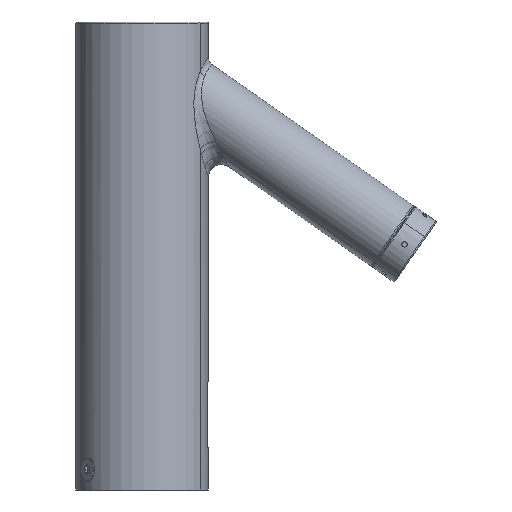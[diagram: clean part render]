
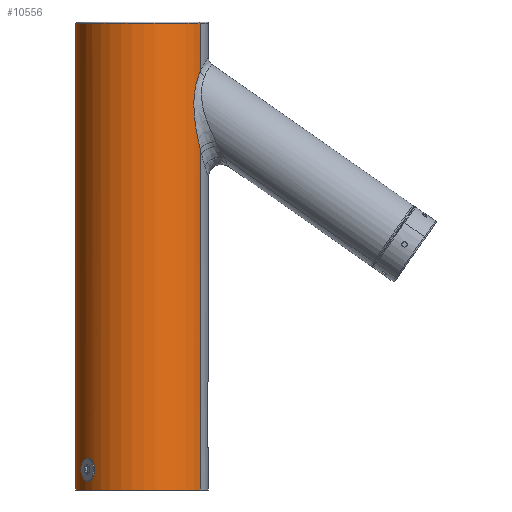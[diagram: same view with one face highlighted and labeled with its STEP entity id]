
A CAD part, front view. The second image highlights one B-rep face of the part: STEP entity #10556.
In plain terms, the highlighted cylindrical face has radius 25 mm (diameter 50 mm), a partial arc.
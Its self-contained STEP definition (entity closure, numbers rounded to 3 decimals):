
#4271=CARTESIAN_POINT(' ',(-11.986,-21.94,158.125));
#4272=VERTEX_POINT(' ',#4271);
#5456=CARTESIAN_POINT(' ',(-11.986,-21.94,158.125));
#5461=CARTESIAN_POINT(' ',(-13.004,-21.383,156.833));
#5466=CARTESIAN_POINT(' ',(-13.783,-20.869,155.353));
#5471=CARTESIAN_POINT(' ',(-14.806,-20.152,152.392));
#5476=CARTESIAN_POINT(' ',(-15.116,-19.914,150.953));
#5481=CARTESIAN_POINT(' ',(-15.559,-19.571,147.364));
#5486=CARTESIAN_POINT(' ',(-15.559,-19.57,145.191));
#5491=CARTESIAN_POINT(' ',(-15.313,-19.762,142.027));
#5496=CARTESIAN_POINT(' ',(-15.193,-19.855,141.005));
#5501=CARTESIAN_POINT(' ',(-14.724,-20.208,137.896));
#5506=CARTESIAN_POINT(' ',(-14.267,-20.541,135.847));
#5511=CARTESIAN_POINT(' ',(-13.345,-21.144,132.71));
#5516=CARTESIAN_POINT(' ',(-12.965,-21.382,131.58));
#5521=CARTESIAN_POINT(' ',(-12.359,-21.732,130.023));
#5526=CARTESIAN_POINT(' ',(-12.176,-21.835,129.578));
#5531=CARTESIAN_POINT(' ',(-11.985,-21.939,129.137));
#5536=B_SPLINE_CURVE_WITH_KNOTS('',3,(#5456,#5461,#5466,#5471,#5476,#5481,#5486,#5491,#5496,#5501,#5506,#5511,#5516,#5521,#5526,#5531),.UNSPECIFIED.,.F.,.U.,(4,2,2,2,2,2,2,4),(0.,0.173,0.317,0.524,0.624,0.832,0.952,1.),.UNSPECIFIED.);
#5541=CARTESIAN_POINT(' ',(-11.985,-21.939,129.137));
#5542=VERTEX_POINT(' ',#5541);
#5546=EDGE_CURVE(' ',#4272,#5542,#5536,.T.);
#9391=CARTESIAN_POINT(' ',(-11.985,-21.939,129.137));
#9396=DIRECTION(' ',(0.,0.,-1.));
#9401=VECTOR(' ',#9396,1.);
#9406=LINE('',#9391,#9401);
#9411=CARTESIAN_POINT(' ',(-11.986,-21.94,0.));
#9412=VERTEX_POINT(' ',#9411);
#9416=EDGE_CURVE(' ',#5542,#9412,#9406,.T.);
#9451=CARTESIAN_POINT(' ',(11.986,21.94,0.));
#9452=VERTEX_POINT(' ',#9451);
#9466=CARTESIAN_POINT(' ',(11.986,21.94,176.5));
#9471=DIRECTION(' ',(0.,0.,-1.));
#9476=VECTOR(' ',#9471,1.);
#9481=LINE('',#9466,#9476);
#9486=CARTESIAN_POINT(' ',(11.986,21.94,176.5));
#9487=VERTEX_POINT(' ',#9486);
#9491=EDGE_CURVE(' ',#9487,#9452,#9481,.T.);
#9526=CARTESIAN_POINT(' ',(-11.986,-21.94,176.5));
#9527=VERTEX_POINT(' ',#9526);
#9541=CARTESIAN_POINT(' ',(-11.986,-21.94,176.5));
#9546=DIRECTION(' ',(0.,0.,-1.));
#9551=VECTOR(' ',#9546,1.);
#9556=LINE('',#9541,#9551);
#9561=EDGE_CURVE(' ',#9527,#4272,#9556,.T.);
#10241=CARTESIAN_POINT(' ',(0.,0.,88.5));
#10246=DIRECTION(' ',(0.,0.,-1.));
#10251=DIRECTION(' ',(-0.479,-0.878,0.));
#10256=AXIS2_PLACEMENT_3D(' ',#10241,#10246,#10251);
#10261=CYLINDRICAL_SURFACE(' ',#10256,25.);
#10266=ORIENTED_EDGE(' ',*,*,#9561,.F.);
#10271=CARTESIAN_POINT(' ',(0.,0.,176.5));
#10276=DIRECTION(' ',(0.,0.,-1.));
#10281=DIRECTION(' ',(-0.479,-0.878,0.));
#10286=AXIS2_PLACEMENT_3D(' ',#10271,#10276,#10281);
#10291=CIRCLE('',#10286,25.);
#10296=EDGE_CURVE(' ',#9527,#9487,#10291,.T.);
#10301=ORIENTED_EDGE(' ',*,*,#10296,.T.);
#10306=ORIENTED_EDGE(' ',*,*,#9491,.T.);
#10311=CARTESIAN_POINT(' ',(0.,0.,0.));
#10316=DIRECTION(' ',(0.,0.,-1.));
#10321=DIRECTION(' ',(-0.479,-0.878,0.));
#10326=AXIS2_PLACEMENT_3D(' ',#10311,#10316,#10321);
#10331=CIRCLE('',#10326,25.);
#10336=EDGE_CURVE(' ',#9412,#9452,#10331,.T.);
#10341=ORIENTED_EDGE(' ',*,*,#10336,.F.);
#10346=ORIENTED_EDGE(' ',*,*,#9416,.F.);
#10351=ORIENTED_EDGE(' ',*,*,#5546,.F.);
#10356=EDGE_LOOP(' ',(#10266,#10301,#10306,#10341,#10346,#10351));
#10361=FACE_OUTER_BOUND(' ',#10356,.T.);
#10366=CARTESIAN_POINT(' ',(-12.596,21.595,3.914));
#10371=CARTESIAN_POINT(' ',(-12.02,21.931,4.34));
#10376=CARTESIAN_POINT(' ',(-11.558,22.17,4.948));
#10381=CARTESIAN_POINT(' ',(-10.893,22.506,6.432));
#10386=CARTESIAN_POINT(' ',(-10.754,22.569,7.339));
#10391=CARTESIAN_POINT(' ',(-10.933,22.483,9.103));
#10396=CARTESIAN_POINT(' ',(-11.255,22.331,9.973));
#10401=CARTESIAN_POINT(' ',(-12.29,21.778,11.346));
#10406=CARTESIAN_POINT(' ',(-12.971,21.391,11.844));
#10411=CARTESIAN_POINT(' ',(-14.103,20.647,12.117));
#10416=CARTESIAN_POINT(' ',(-14.493,20.375,12.123));
#10421=CARTESIAN_POINT(' ',(-15.264,19.806,11.959));
#10426=CARTESIAN_POINT(' ',(-15.646,19.504,11.767));
#10431=CARTESIAN_POINT(' ',(-15.985,19.222,11.486));
#10436=B_SPLINE_CURVE_WITH_KNOTS('',3,(#10366,#10371,#10376,#10381,#10386,#10391,#10396,#10401,#10406,#10411,#10416,#10421,#10426,#10431),.UNSPECIFIED.,.F.,.U.,(4,2,2,2,2,2,4),(0.,0.173,0.38,0.588,0.787,0.887,1.),.UNSPECIFIED.);
#10441=CARTESIAN_POINT(' ',(-12.596,21.595,3.914));
#10442=VERTEX_POINT(' ',#10441);
#10446=CARTESIAN_POINT(' ',(-15.985,19.222,11.486));
#10447=VERTEX_POINT(' ',#10446);
#10451=EDGE_CURVE(' ',#10442,#10447,#10436,.T.);
#10456=ORIENTED_EDGE(' ',*,*,#10451,.T.);
#10461=CARTESIAN_POINT(' ',(-15.985,19.222,11.486));
#10466=CARTESIAN_POINT(' ',(-16.497,18.796,11.06));
#10471=CARTESIAN_POINT(' ',(-16.88,18.444,10.452));
#10476=CARTESIAN_POINT(' ',(-17.423,17.934,8.968));
#10481=CARTESIAN_POINT(' ',(-17.53,17.824,8.061));
#10486=CARTESIAN_POINT(' ',(-17.388,17.963,6.297));
#10491=CARTESIAN_POINT(' ',(-17.135,18.214,5.427));
#10496=CARTESIAN_POINT(' ',(-16.261,18.998,4.054));
#10501=CARTESIAN_POINT(' ',(-15.664,19.505,3.556));
#10506=CARTESIAN_POINT(' ',(-14.578,20.314,3.283));
#10511=CARTESIAN_POINT(' ',(-14.19,20.588,3.277));
#10516=CARTESIAN_POINT(' ',(-13.391,21.117,3.441));
#10521=CARTESIAN_POINT(' ',(-12.976,21.373,3.633));
#10526=CARTESIAN_POINT(' ',(-12.596,21.595,3.914));
#10531=B_SPLINE_CURVE_WITH_KNOTS('',3,(#10461,#10466,#10471,#10476,#10481,#10486,#10491,#10496,#10501,#10506,#10511,#10516,#10521,#10526),.UNSPECIFIED.,.F.,.U.,(4,2,2,2,2,2,4),(0.,0.173,0.38,0.588,0.787,0.887,1.),.UNSPECIFIED.);
#10536=EDGE_CURVE(' ',#10447,#10442,#10531,.T.);
#10541=ORIENTED_EDGE(' ',*,*,#10536,.T.);
#10546=EDGE_LOOP(' ',(#10456,#10541));
#10551=FACE_BOUND(' ',#10546,.T.);
#10556=ADVANCED_FACE('',(#10361,#10551),#10261,.T.);
